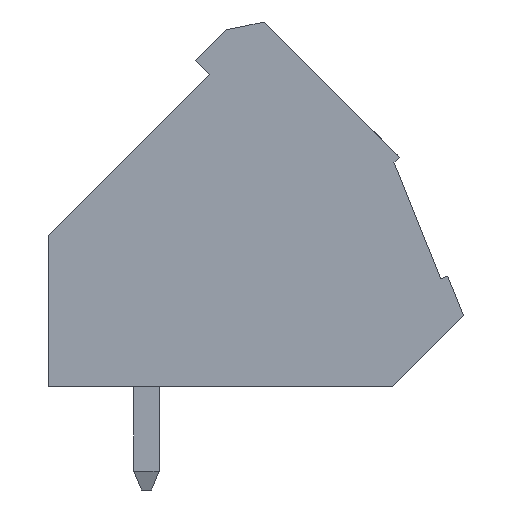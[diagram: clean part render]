
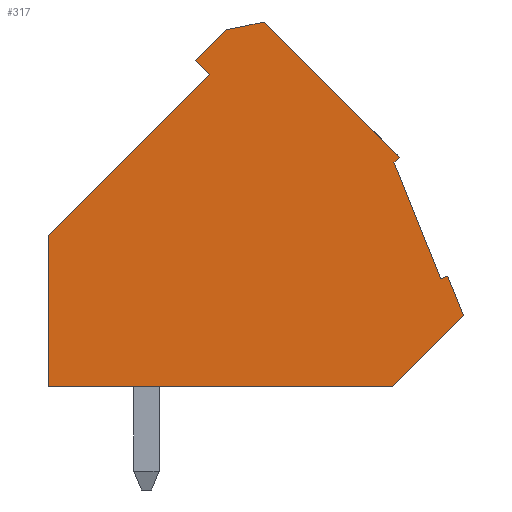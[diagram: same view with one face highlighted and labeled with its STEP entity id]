
A CAD part, left-side view. The second image highlights one B-rep face of the part: STEP entity #317.
In plain terms, the highlighted planar face has unit normal (-1, 0, 0).
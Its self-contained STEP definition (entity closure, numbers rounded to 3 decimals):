
#317 = ADVANCED_FACE( '', ( #667 ), #668, .F. );
#667 = FACE_OUTER_BOUND( '', #1059, .T. );
#668 = PLANE( '', #1060 );
#1059 = EDGE_LOOP( '', ( #1812, #1813, #1814, #1815, #1816, #1817, #1818, #1819, #1820, #1821, #1822, #1823 ) );
#1060 = AXIS2_PLACEMENT_3D( '', #1824, #1825, #1826 );
#1812 = ORIENTED_EDGE( '', *, *, #2736, .F. );
#1813 = ORIENTED_EDGE( '', *, *, #2737, .F. );
#1814 = ORIENTED_EDGE( '', *, *, #2541, .F. );
#1815 = ORIENTED_EDGE( '', *, *, #2738, .F. );
#1816 = ORIENTED_EDGE( '', *, *, #2739, .F. );
#1817 = ORIENTED_EDGE( '', *, *, #2740, .F. );
#1818 = ORIENTED_EDGE( '', *, *, #2655, .F. );
#1819 = ORIENTED_EDGE( '', *, *, #2532, .F. );
#1820 = ORIENTED_EDGE( '', *, *, #2741, .F. );
#1821 = ORIENTED_EDGE( '', *, *, #2742, .F. );
#1822 = ORIENTED_EDGE( '', *, *, #2743, .F. );
#1823 = ORIENTED_EDGE( '', *, *, #2744, .F. );
#1824 = CARTESIAN_POINT( '', ( -5.78, 0., 0. ) );
#1825 = DIRECTION( '', ( 1., 0., 0. ) );
#1826 = DIRECTION( '', ( 0., 0., -1. ) );
#2532 = EDGE_CURVE( '', #3068, #3069, #3070, .T. );
#2541 = EDGE_CURVE( '', #3084, #3085, #3086, .T. );
#2655 = EDGE_CURVE( '', #3069, #3272, #3275, .T. );
#2736 = EDGE_CURVE( '', #3386, #3387, #3388, .T. );
#2737 = EDGE_CURVE( '', #3085, #3386, #3389, .T. );
#2738 = EDGE_CURVE( '', #3390, #3084, #3391, .T. );
#2739 = EDGE_CURVE( '', #3392, #3390, #3393, .T. );
#2740 = EDGE_CURVE( '', #3272, #3392, #3394, .T. );
#2741 = EDGE_CURVE( '', #3395, #3068, #3396, .T. );
#2742 = EDGE_CURVE( '', #3397, #3395, #3398, .T. );
#2743 = EDGE_CURVE( '', #3399, #3397, #3400, .T. );
#2744 = EDGE_CURVE( '', #3387, #3399, #3401, .T. );
#3068 = VERTEX_POINT( '', #3832 );
#3069 = VERTEX_POINT( '', #3833 );
#3070 = LINE( '', #3834, #3835 );
#3084 = VERTEX_POINT( '', #3856 );
#3085 = VERTEX_POINT( '', #3857 );
#3086 = LINE( '', #3858, #3859 );
#3272 = VERTEX_POINT( '', #4132 );
#3275 = LINE( '', #4137, #4138 );
#3386 = VERTEX_POINT( '', #4304 );
#3387 = VERTEX_POINT( '', #4305 );
#3388 = LINE( '', #4306, #4307 );
#3389 = LINE( '', #4308, #4309 );
#3390 = VERTEX_POINT( '', #4310 );
#3391 = LINE( '', #4311, #4312 );
#3392 = VERTEX_POINT( '', #4313 );
#3393 = LINE( '', #4314, #4315 );
#3394 = LINE( '', #4316, #4317 );
#3395 = VERTEX_POINT( '', #4318 );
#3396 = LINE( '', #4319, #4320 );
#3397 = VERTEX_POINT( '', #4321 );
#3398 = LINE( '', #4322, #4323 );
#3399 = VERTEX_POINT( '', #4324 );
#3400 = LINE( '', #4325, #4326 );
#3401 = LINE( '', #4327, #4328 );
#3832 = CARTESIAN_POINT( '', ( -5.78, 0.987, 9.98 ) );
#3833 = CARTESIAN_POINT( '', ( -5.78, -0.215, 11.182 ) );
#3834 = CARTESIAN_POINT( '', ( -5.78, 0.987, 9.98 ) );
#3835 = VECTOR( '', #4696, 1000. );
#3856 = CARTESIAN_POINT( '', ( -5.78, -8.752, 1.294 ) );
#3857 = CARTESIAN_POINT( '', ( -5.78, -9.031, 1.406 ) );
#3858 = CARTESIAN_POINT( '', ( -5.78, -8.752, 1.294 ) );
#3859 = VECTOR( '', #4704, 1000. );
#4132 = CARTESIAN_POINT( '', ( -5.78, -1.735, 11.5 ) );
#4137 = CARTESIAN_POINT( '', ( -5.78, -0.215, 11.182 ) );
#4138 = VECTOR( '', #4809, 1000. );
#4304 = CARTESIAN_POINT( '', ( -5.78, -9.664, -0.172 ) );
#4305 = CARTESIAN_POINT( '', ( -5.78, -6.836, -3. ) );
#4306 = CARTESIAN_POINT( '', ( -5.78, -9.664, -0.172 ) );
#4307 = VECTOR( '', #4877, 1000. );
#4308 = CARTESIAN_POINT( '', ( -5.78, -9.031, 1.406 ) );
#4309 = VECTOR( '', #4878, 1000. );
#4310 = CARTESIAN_POINT( '', ( -5.78, -6.897, 5.914 ) );
#4311 = CARTESIAN_POINT( '', ( -5.78, -6.897, 5.914 ) );
#4312 = VECTOR( '', #4879, 1000. );
#4313 = CARTESIAN_POINT( '', ( -5.78, -7.109, 6.126 ) );
#4314 = CARTESIAN_POINT( '', ( -5.78, -7.109, 6.126 ) );
#4315 = VECTOR( '', #4880, 1000. );
#4316 = CARTESIAN_POINT( '', ( -5.78, -1.735, 11.5 ) );
#4317 = VECTOR( '', #4881, 1000. );
#4318 = CARTESIAN_POINT( '', ( -5.78, 0.422, 9.414 ) );
#4319 = CARTESIAN_POINT( '', ( -5.78, 0.422, 9.414 ) );
#4320 = VECTOR( '', #4882, 1000. );
#4321 = CARTESIAN_POINT( '', ( -5.78, 6.836, 3. ) );
#4322 = CARTESIAN_POINT( '', ( -5.78, 6.836, 3. ) );
#4323 = VECTOR( '', #4883, 1000. );
#4324 = CARTESIAN_POINT( '', ( -5.78, 6.836, -3. ) );
#4325 = CARTESIAN_POINT( '', ( -5.78, 6.836, -3. ) );
#4326 = VECTOR( '', #4884, 1000. );
#4327 = CARTESIAN_POINT( '', ( -5.78, -6.836, -3. ) );
#4328 = VECTOR( '', #4885, 1000. );
#4696 = DIRECTION( '', ( 0., -0.707, 0.707 ) );
#4704 = DIRECTION( '', ( 0., -0.928, 0.373 ) );
#4809 = DIRECTION( '', ( 0., -0.979, 0.205 ) );
#4877 = DIRECTION( '', ( 0., 0.707, -0.707 ) );
#4878 = DIRECTION( '', ( 0., -0.373, -0.928 ) );
#4879 = DIRECTION( '', ( 0., -0.373, -0.928 ) );
#4880 = DIRECTION( '', ( 0., 0.707, -0.707 ) );
#4881 = DIRECTION( '', ( 0., -0.707, -0.707 ) );
#4882 = DIRECTION( '', ( 0., 0.707, 0.707 ) );
#4883 = DIRECTION( '', ( 0., -0.707, 0.707 ) );
#4884 = DIRECTION( '', ( 0., 0., 1. ) );
#4885 = DIRECTION( '', ( 0., 1., 0. ) );
